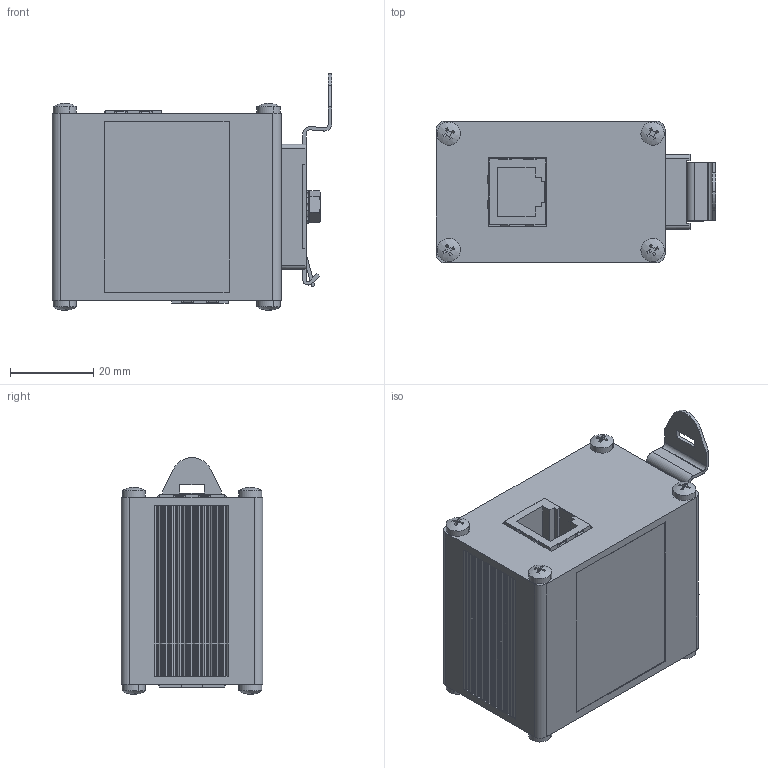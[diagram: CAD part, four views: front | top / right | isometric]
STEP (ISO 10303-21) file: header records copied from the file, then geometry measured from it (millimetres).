
FILE_DESCRIPTION (( 'STEP AP214' ), '1' );
FILE_NAME ('MJ8-CAT5E for 3D Marketing 20111130.STEP', '2021-11-30T19:03:06', ( '' ), ( '' ), 'SwSTEP 2.0', 'SolidWorks 2021', '' );
FILE_SCHEMA (( 'AUTOMOTIVE_DESIGN' ));
Length unit declared in the file: millimetre
Products named in the file (1): MJ8-CAT5E for 3D Marketing 20111130
Bounding box: 67.2 x 34 x 56.88 mm (x, y, z)
Volume: 84701.5 mm3; surface area: 17092.1 mm2
Topology: 1 solids, 26 shells, 839 faces, 2257 edges, 1454 vertices
Faces by surface type: plane 559, cylinder 236, cone 20, torus 16, sphere 8
Entity records: 35658 total; most frequent: CARTESIAN_POINT 5325, ORIENTED_EDGE 4514, DIRECTION 4481, EDGE_CURVE 2257, VECTOR 1549, LINE 1549, AXIS2_PLACEMENT_3D 1466, VERTEX_POINT 1454
